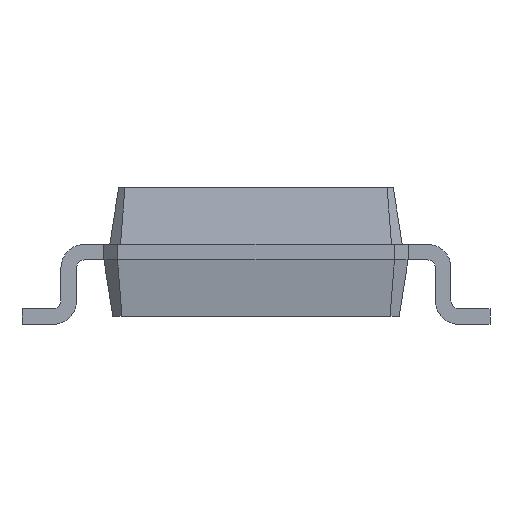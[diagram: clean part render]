
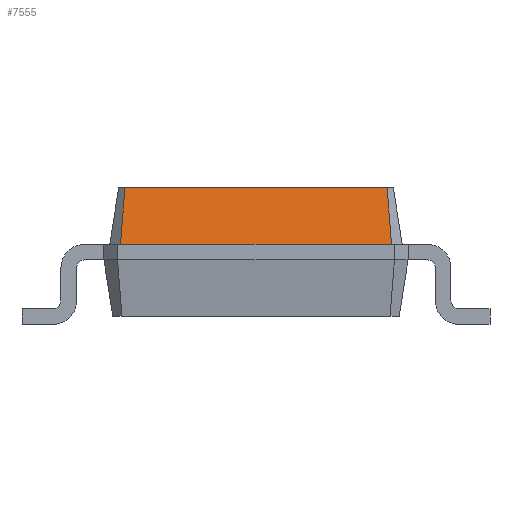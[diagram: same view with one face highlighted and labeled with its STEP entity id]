
A CAD part, front view. The second image highlights one B-rep face of the part: STEP entity #7555.
In plain terms, the highlighted free-form (B-spline) face has degree [1, 1] with [2, 2] control points.
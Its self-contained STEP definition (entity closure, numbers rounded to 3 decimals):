
#228 = CARTESIAN_POINT ( 'NONE',  ( 1.737, -4.875, 1.025 ) ) ;
#353 = B_SPLINE_CURVE_WITH_KNOTS ( 'NONE', 1,
 ( #14201, #8162 ),
 .UNSPECIFIED., .F., .F.,
 ( 2, 2 ),
 ( 0., 1. ),
 .UNSPECIFIED. ) ;
#1113 = CARTESIAN_POINT ( 'NONE',  ( -1.737, -4.875, 1.025 ) ) ;
#1677 = FACE_OUTER_BOUND ( 'NONE', #10785, .T. ) ;
#1768 = CARTESIAN_POINT ( 'NONE',  ( -1.737, -4.875, 1.025 ) ) ;
#2157 = CARTESIAN_POINT ( 'NONE',  ( 1.68, -4.76, 1.75 ) ) ;
#3188 = CARTESIAN_POINT ( 'NONE',  ( -1.68, -4.76, 1.75 ) ) ;
#3290 = EDGE_CURVE ( 'NONE', #8319, #3505, #10828, .T. ) ;
#3505 = VERTEX_POINT ( 'NONE', #14717 ) ;
#3571 = CARTESIAN_POINT ( 'NONE',  ( 1.737, -4.875, 1.025 ) ) ;
#4375 = ORIENTED_EDGE ( 'NONE', *, *, #6402, .F. ) ;
#4898 = CARTESIAN_POINT ( 'NONE',  ( -1.68, -4.76, 1.75 ) ) ;
#5124 = DIRECTION ( 'NONE',  ( -1., 0., 0. ) ) ;
#5578 = DIRECTION ( 'NONE',  ( -1., 0., 0. ) ) ;
#6402 = EDGE_CURVE ( 'NONE', #7825, #3505, #15499, .T. ) ;
#6642 = LINE ( 'NONE', #3571, #18368 ) ;
#6787 = CARTESIAN_POINT ( 'NONE',  ( 1.737, -4.875, 1.025 ) ) ;
#7046 = CARTESIAN_POINT ( 'NONE',  ( 1.68, -4.76, 1.75 ) ) ;
#7464 = ORIENTED_EDGE ( 'NONE', *, *, #13109, .T. ) ;
#7555 = ADVANCED_FACE ( 'NONE', ( #1677 ), #17264, .F. ) ;
#7760 = VERTEX_POINT ( 'NONE', #6787 ) ;
#7825 = VERTEX_POINT ( 'NONE', #1113 ) ;
#8162 = CARTESIAN_POINT ( 'NONE',  ( 1.68, -4.76, 1.75 ) ) ;
#8319 = VERTEX_POINT ( 'NONE', #2157 ) ;
#10345 = ORIENTED_EDGE ( 'NONE', *, *, #19078, .F. ) ;
#10686 = CARTESIAN_POINT ( 'NONE',  ( -1.737, -4.875, 1.025 ) ) ;
#10785 = EDGE_LOOP ( 'NONE', ( #7464, #18796, #4375, #10345 ) ) ;
#10828 = LINE ( 'NONE', #7046, #18321 ) ;
#13109 = EDGE_CURVE ( 'NONE', #7760, #8319, #353, .T. ) ;
#14201 = CARTESIAN_POINT ( 'NONE',  ( 1.737, -4.875, 1.025 ) ) ;
#14717 = CARTESIAN_POINT ( 'NONE',  ( -1.68, -4.76, 1.75 ) ) ;
#15338 = CARTESIAN_POINT ( 'NONE',  ( 1.68, -4.76, 1.75 ) ) ;
#15499 = B_SPLINE_CURVE_WITH_KNOTS ( 'NONE', 1,
 ( #1768, #3188 ),
 .UNSPECIFIED., .F., .F.,
 ( 2, 2 ),
 ( 0., 1. ),
 .UNSPECIFIED. ) ;
#17264 = B_SPLINE_SURFACE_WITH_KNOTS ( 'NONE', 1, 1, ( 
 ( #228, #15338 ),
 ( #10686, #4898 ) ),
 .UNSPECIFIED., .F., .F., .F.,
 ( 2, 2 ),
 ( 2, 2 ),
 ( 0., 3.475 ),
 ( 0., 1. ),
 .UNSPECIFIED. ) ;
#18321 = VECTOR ( 'NONE', #5578, 1000. ) ;
#18368 = VECTOR ( 'NONE', #5124, 1000. ) ;
#18796 = ORIENTED_EDGE ( 'NONE', *, *, #3290, .T. ) ;
#19078 = EDGE_CURVE ( 'NONE', #7760, #7825, #6642, .T. ) ;
